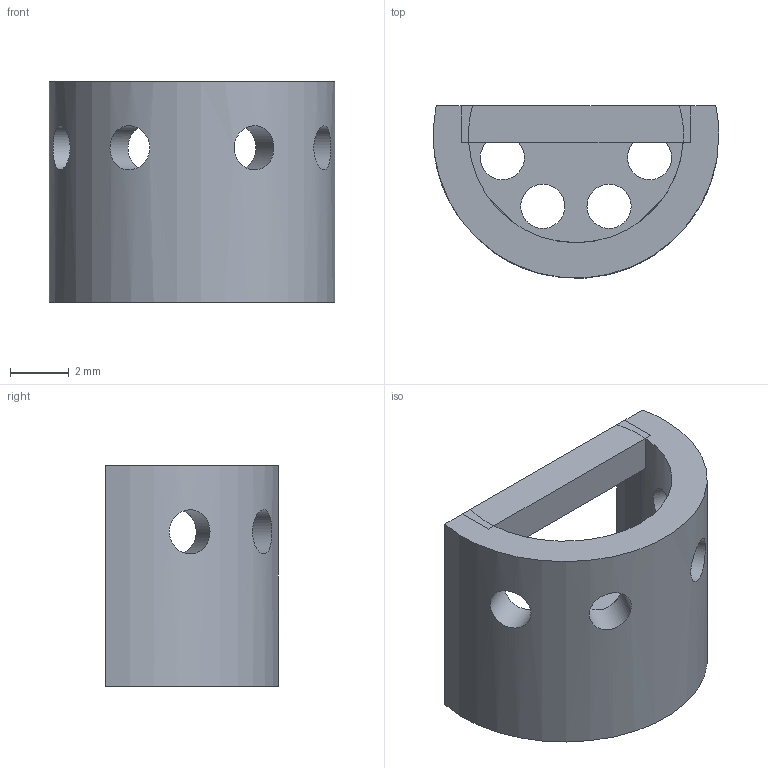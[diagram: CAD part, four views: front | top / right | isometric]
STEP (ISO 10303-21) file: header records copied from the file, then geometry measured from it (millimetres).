
FILE_DESCRIPTION(('FreeCAD Model'),'2;1');
FILE_NAME('Open CASCADE Shape Model','2021-12-12T14:31:07',('Doomn00b'), (''),'Open CASCADE STEP processor 7.5','FreeCAD','Unknown');
FILE_SCHEMA(('AUTOMOTIVE_DESIGN { 1 0 10303 214 1 1 1 1 }'));
Length unit declared in the file: millimetre
Products named in the file (2): SR66_double_battery_holder; holder
Assembly tree (1 placements, depth 2):
  SR66_double_battery_holder
    holder
Bounding box: 9.7 x 5.84 x 7.5 mm (x, y, z)
Volume: 167.4 mm3; surface area: 385 mm2
Topology: 1 solids, 1 shells, 24 faces, 65 edges, 41 vertices
Faces by surface type: cylinder 12, plane 12
Full cylindrical faces by diameter (mm): 1.5 x8
Entity records: 1094 total; most frequent: CARTESIAN_POINT 410, DIRECTION 130, ORIENTED_EDGE 130, EDGE_CURVE 65, AXIS2_PLACEMENT_3D 47, VERTEX_POINT 41, FACE_BOUND 40, EDGE_LOOP 40
